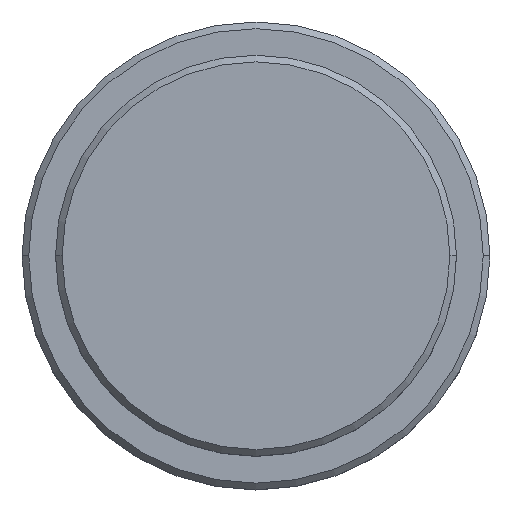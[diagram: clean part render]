
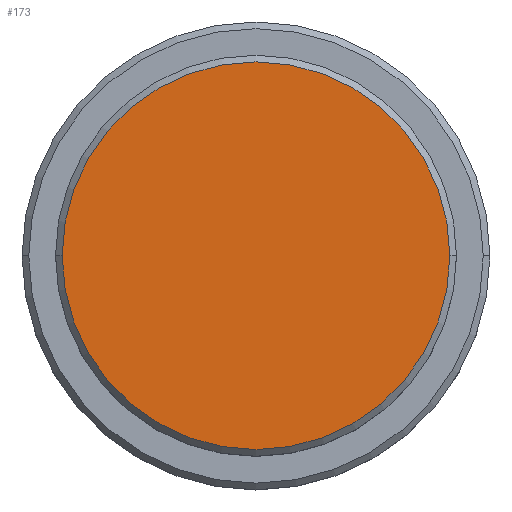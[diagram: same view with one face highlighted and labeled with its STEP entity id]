
A CAD part, top view. The second image highlights one B-rep face of the part: STEP entity #173.
In plain terms, the highlighted planar face has unit normal (0, 0, 1).
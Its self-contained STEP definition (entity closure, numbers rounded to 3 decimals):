
#95 = DIRECTION ( 'NONE',  ( 1., 0., 0. ) ) ;
#128 = AXIS2_PLACEMENT_3D ( 'NONE', #661, #339, #558 ) ;
#133 = AXIS2_PLACEMENT_3D ( 'NONE', #517, #761, #95 ) ;
#173 = ADVANCED_FACE ( 'NONE', ( #1010 ), #1098, .T. ) ;
#261 = CIRCLE ( 'NONE', #414, 14.5 ) ;
#339 = DIRECTION ( 'NONE',  ( 0., 0., 1. ) ) ;
#414 = AXIS2_PLACEMENT_3D ( 'NONE', #1217, #1196, #762 ) ;
#517 = CARTESIAN_POINT ( 'NONE',  ( 0., 0., 0. ) ) ;
#544 = EDGE_CURVE ( 'NONE', #1152, #710, #261, .T. ) ;
#558 = DIRECTION ( 'NONE',  ( 1., 0., 0. ) ) ;
#616 = EDGE_LOOP ( 'NONE', ( #1174, #1189 ) ) ;
#661 = CARTESIAN_POINT ( 'NONE',  ( 0., 0., 0. ) ) ;
#710 = VERTEX_POINT ( 'NONE', #1135 ) ;
#761 = DIRECTION ( 'NONE',  ( 0., 0., 1. ) ) ;
#762 = DIRECTION ( 'NONE',  ( 1., 0., 0. ) ) ;
#917 = EDGE_CURVE ( 'NONE', #710, #1152, #1366, .T. ) ;
#1010 = FACE_OUTER_BOUND ( 'NONE', #616, .T. ) ;
#1098 = PLANE ( 'NONE',  #128 ) ;
#1135 = CARTESIAN_POINT ( 'NONE',  ( 14.5, 0., 0. ) ) ;
#1152 = VERTEX_POINT ( 'NONE', #1352 ) ;
#1174 = ORIENTED_EDGE ( 'NONE', *, *, #544, .T. ) ;
#1189 = ORIENTED_EDGE ( 'NONE', *, *, #917, .T. ) ;
#1196 = DIRECTION ( 'NONE',  ( 0., 0., 1. ) ) ;
#1217 = CARTESIAN_POINT ( 'NONE',  ( 0., 0., 0. ) ) ;
#1352 = CARTESIAN_POINT ( 'NONE',  ( -14.5, 0., 0. ) ) ;
#1366 = CIRCLE ( 'NONE', #133, 14.5 ) ;
